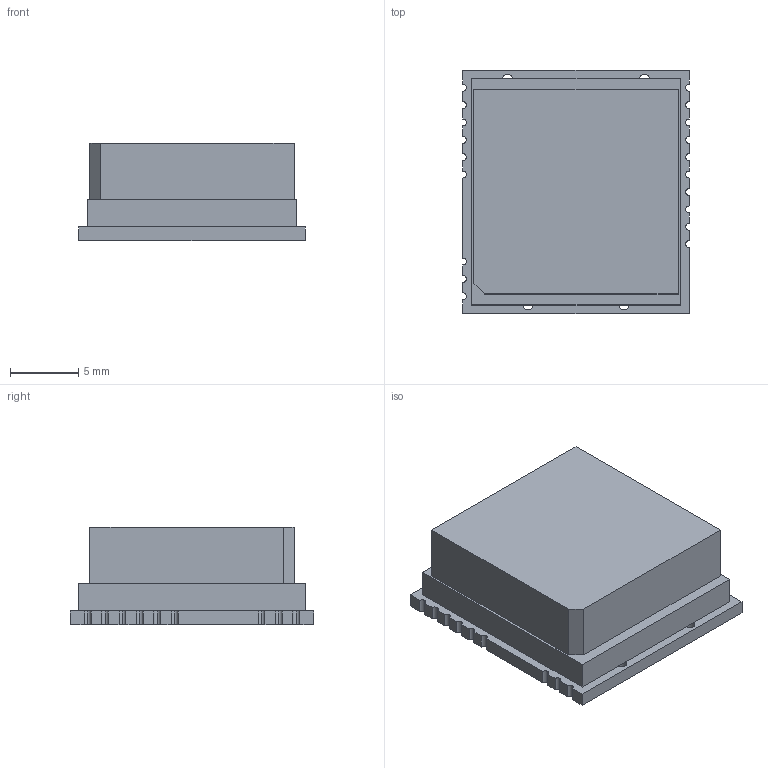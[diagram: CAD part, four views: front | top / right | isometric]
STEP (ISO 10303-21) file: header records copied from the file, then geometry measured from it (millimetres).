
FILE_DESCRIPTION(('FreeCAD Model'),'2;1');
FILE_NAME('A2235-H.step','2017-10-06T12:20:23',( 'L. Sartory'),('ADDI-DATA GmbH'),'Open CASCADE STEP processor 6.8', 'FreeCAD','Unknown');
FILE_SCHEMA(('AUTOMOTIVE_DESIGN_CC2 { 1 2 10303 214 -1 1 5 4 }'));
Length unit declared in the file: millimetre
Products named in the file (2): ASSEMBLY; Compound
Assembly tree (1 placements, depth 2):
  ASSEMBLY
    Compound
Bounding box: 16.51 x 17.78 x 7.1 mm (x, y, z)
Volume: 1703.6 mm3; surface area: 1980.1 mm2
Topology: 3 solids, 3 shells, 70 faces, 192 edges, 128 vertices
Faces by surface type: plane 38, cylinder 32
Full cylindrical faces by diameter (mm): 0.708 x4
Entity records: 5193 total; most frequent: CARTESIAN_POINT 854, DIRECTION 706, ORIENTED_EDGE 384, PCURVE 384, DEFINITIONAL_REPRESENTATION 384, LINE 370, VECTOR 370, EDGE_CURVE 192
